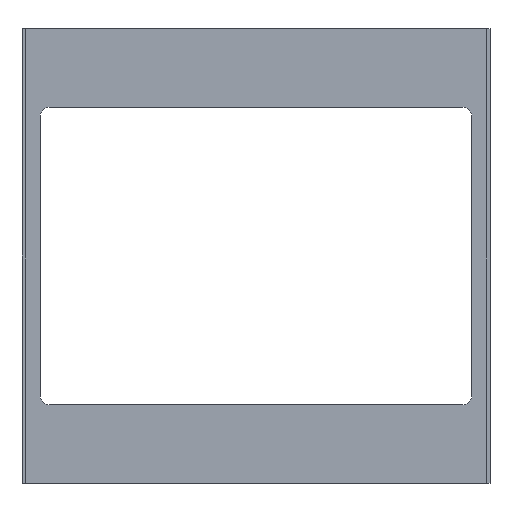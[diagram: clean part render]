
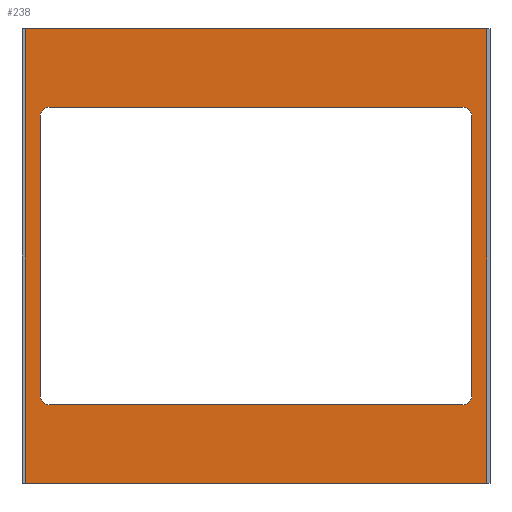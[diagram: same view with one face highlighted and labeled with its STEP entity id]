
A CAD part, top view. The second image highlights one B-rep face of the part: STEP entity #238.
In plain terms, the highlighted planar face has unit normal (0, 0, 1).
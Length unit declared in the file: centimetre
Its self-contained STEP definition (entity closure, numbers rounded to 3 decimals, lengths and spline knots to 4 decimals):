
#4 = EDGE_CURVE ( 'NONE', #99, #626, #241, .T. ) ;
#5 = CARTESIAN_POINT ( 'NONE',  ( 30.22, 29.75, 0.25 ) ) ;
#9 = DIRECTION ( 'NONE',  ( -1., 0., 0. ) ) ;
#13 = EDGE_CURVE ( 'NONE', #76, #99, #712, .T. ) ;
#29 = LINE ( 'NONE', #310, #309 ) ;
#41 = VECTOR ( 'NONE', #789, 100. ) ;
#50 = CARTESIAN_POINT ( 'NONE',  ( 0.985, 23.9875, 0.25 ) ) ;
#55 = VECTOR ( 'NONE', #631, 100. ) ;
#68 = CARTESIAN_POINT ( 'NONE',  ( 0., 0., 0.25 ) ) ;
#70 = VECTOR ( 'NONE', #271, 100. ) ;
#72 = CARTESIAN_POINT ( 'NONE',  ( 0., 0., 0.25 ) ) ;
#76 = VERTEX_POINT ( 'NONE', #721 ) ;
#78 = CARTESIAN_POINT ( 'NONE',  ( 1.5975, 5.7625, 0.25 ) ) ;
#93 = DIRECTION ( 'NONE',  ( -1., 0., 0. ) ) ;
#99 = VERTEX_POINT ( 'NONE', #833 ) ;
#103 = EDGE_CURVE ( 'NONE', #412, #536, #503, .T. ) ;
#143 = CIRCLE ( 'NONE', #766, 0.6125 ) ;
#146 = DIRECTION ( 'NONE',  ( -1., 0., 0. ) ) ;
#165 = CARTESIAN_POINT ( 'NONE',  ( 0.985, 5.7625, 0.25 ) ) ;
#219 = LINE ( 'NONE', #495, #312 ) ;
#238 = ADVANCED_FACE ( 'NONE', ( #669, #267 ), #319, .F. ) ;
#241 = CIRCLE ( 'NONE', #687, 0.6125 ) ;
#245 = CARTESIAN_POINT ( 'NONE',  ( 0.985, 0., 0.25 ) ) ;
#253 = DIRECTION ( 'NONE',  ( -1., 0., 0. ) ) ;
#265 = ORIENTED_EDGE ( 'NONE', *, *, #809, .F. ) ;
#267 = FACE_BOUND ( 'NONE', #663, .T. ) ;
#271 = DIRECTION ( 'NONE',  ( 0., -1., 0. ) ) ;
#306 = LINE ( 'NONE', #245, #41 ) ;
#309 = VECTOR ( 'NONE', #588, 100. ) ;
#310 = CARTESIAN_POINT ( 'NONE',  ( 0., 5.15, 0.25 ) ) ;
#311 = EDGE_CURVE ( 'NONE', #536, #551, #332, .T. ) ;
#312 = VECTOR ( 'NONE', #716, 100. ) ;
#315 = DIRECTION ( 'NONE',  ( 0., 0., -1. ) ) ;
#319 = PLANE ( 'NONE',  #707 ) ;
#330 = EDGE_CURVE ( 'NONE', #818, #593, #558, .T. ) ;
#332 = LINE ( 'NONE', #454, #617 ) ;
#335 = ORIENTED_EDGE ( 'NONE', *, *, #4, .F. ) ;
#367 = CARTESIAN_POINT ( 'NONE',  ( 28.6225, 23.9875, 0.25 ) ) ;
#372 = EDGE_CURVE ( 'NONE', #593, #825, #29, .T. ) ;
#385 = ORIENTED_EDGE ( 'NONE', *, *, #103, .T. ) ;
#400 = ORIENTED_EDGE ( 'NONE', *, *, #524, .T. ) ;
#412 = VERTEX_POINT ( 'NONE', #722 ) ;
#422 = ORIENTED_EDGE ( 'NONE', *, *, #372, .T. ) ;
#425 = DIRECTION ( 'NONE',  ( 0., 0., -1. ) ) ;
#427 = VERTEX_POINT ( 'NONE', #68 ) ;
#430 = CARTESIAN_POINT ( 'NONE',  ( 28.6225, 5.15, 0.25 ) ) ;
#443 = DIRECTION ( 'NONE',  ( -1., 0., 0. ) ) ;
#451 = AXIS2_PLACEMENT_3D ( 'NONE', #78, #512, #146 ) ;
#454 = CARTESIAN_POINT ( 'NONE',  ( 0., 29.75, 0.25 ) ) ;
#455 = CARTESIAN_POINT ( 'NONE',  ( 29.235, 5.7625, 0.25 ) ) ;
#470 = CARTESIAN_POINT ( 'NONE',  ( 1.5975, 5.15, 0.25 ) ) ;
#471 = VERTEX_POINT ( 'NONE', #570 ) ;
#495 = CARTESIAN_POINT ( 'NONE',  ( 29.235, 0., 0.25 ) ) ;
#503 = LINE ( 'NONE', #845, #534 ) ;
#512 = DIRECTION ( 'NONE',  ( 0., 0., -1. ) ) ;
#515 = DIRECTION ( 'NONE',  ( 0., 1., 0. ) ) ;
#524 = EDGE_CURVE ( 'NONE', #471, #818, #219, .T. ) ;
#534 = VECTOR ( 'NONE', #515, 100. ) ;
#535 = EDGE_CURVE ( 'NONE', #76, #471, #143, .T. ) ;
#536 = VERTEX_POINT ( 'NONE', #5 ) ;
#537 = ORIENTED_EDGE ( 'NONE', *, *, #572, .T. ) ;
#551 = VERTEX_POINT ( 'NONE', #774 ) ;
#558 = CIRCLE ( 'NONE', #660, 0.6125 ) ;
#561 = EDGE_CURVE ( 'NONE', #825, #808, #698, .T. ) ;
#570 = CARTESIAN_POINT ( 'NONE',  ( 29.235, 23.9875, 0.25 ) ) ;
#572 = EDGE_CURVE ( 'NONE', #427, #412, #706, .T. ) ;
#582 = CARTESIAN_POINT ( 'NONE',  ( 1.5975, 23.9875, 0.25 ) ) ;
#587 = ORIENTED_EDGE ( 'NONE', *, *, #646, .T. ) ;
#588 = DIRECTION ( 'NONE',  ( -1., 0., 0. ) ) ;
#592 = DIRECTION ( 'NONE',  ( 0., 0., -1. ) ) ;
#593 = VERTEX_POINT ( 'NONE', #430 ) ;
#594 = DIRECTION ( 'NONE',  ( -1., 0., 0. ) ) ;
#614 = EDGE_LOOP ( 'NONE', ( #587, #537, #385, #757 ) ) ;
#617 = VECTOR ( 'NONE', #865, 100. ) ;
#619 = ORIENTED_EDGE ( 'NONE', *, *, #13, .F. ) ;
#620 = ORIENTED_EDGE ( 'NONE', *, *, #535, .T. ) ;
#626 = VERTEX_POINT ( 'NONE', #50 ) ;
#631 = DIRECTION ( 'NONE',  ( 1., 0., 0. ) ) ;
#646 = EDGE_CURVE ( 'NONE', #551, #427, #755, .T. ) ;
#649 = CARTESIAN_POINT ( 'NONE',  ( 0., 24.6, 0.25 ) ) ;
#659 = CARTESIAN_POINT ( 'NONE',  ( 28.6225, 5.7625, 0.25 ) ) ;
#660 = AXIS2_PLACEMENT_3D ( 'NONE', #659, #315, #594 ) ;
#663 = EDGE_LOOP ( 'NONE', ( #335, #619, #620, #400, #763, #422, #873, #265 ) ) ;
#669 = FACE_OUTER_BOUND ( 'NONE', #614, .T. ) ;
#674 = VECTOR ( 'NONE', #443, 100. ) ;
#687 = AXIS2_PLACEMENT_3D ( 'NONE', #582, #773, #9 ) ;
#698 = CIRCLE ( 'NONE', #451, 0.6125 ) ;
#706 = LINE ( 'NONE', #769, #55 ) ;
#707 = AXIS2_PLACEMENT_3D ( 'NONE', #810, #592, #253 ) ;
#712 = LINE ( 'NONE', #649, #674 ) ;
#716 = DIRECTION ( 'NONE',  ( 0., -1., 0. ) ) ;
#721 = CARTESIAN_POINT ( 'NONE',  ( 28.6225, 24.6, 0.25 ) ) ;
#722 = CARTESIAN_POINT ( 'NONE',  ( 30.22, 0., 0.25 ) ) ;
#755 = LINE ( 'NONE', #72, #70 ) ;
#757 = ORIENTED_EDGE ( 'NONE', *, *, #311, .T. ) ;
#763 = ORIENTED_EDGE ( 'NONE', *, *, #330, .T. ) ;
#766 = AXIS2_PLACEMENT_3D ( 'NONE', #367, #425, #93 ) ;
#769 = CARTESIAN_POINT ( 'NONE',  ( 0., 0., 0.25 ) ) ;
#773 = DIRECTION ( 'NONE',  ( 0., 0., 1. ) ) ;
#774 = CARTESIAN_POINT ( 'NONE',  ( 0., 29.75, 0.25 ) ) ;
#789 = DIRECTION ( 'NONE',  ( 0., -1., 0. ) ) ;
#808 = VERTEX_POINT ( 'NONE', #165 ) ;
#809 = EDGE_CURVE ( 'NONE', #626, #808, #306, .T. ) ;
#810 = CARTESIAN_POINT ( 'NONE',  ( 0., 0., 0.25 ) ) ;
#818 = VERTEX_POINT ( 'NONE', #455 ) ;
#825 = VERTEX_POINT ( 'NONE', #470 ) ;
#833 = CARTESIAN_POINT ( 'NONE',  ( 1.5975, 24.6, 0.25 ) ) ;
#845 = CARTESIAN_POINT ( 'NONE',  ( 30.22, 0., 0.25 ) ) ;
#865 = DIRECTION ( 'NONE',  ( -1., 0., 0. ) ) ;
#873 = ORIENTED_EDGE ( 'NONE', *, *, #561, .T. ) ;
